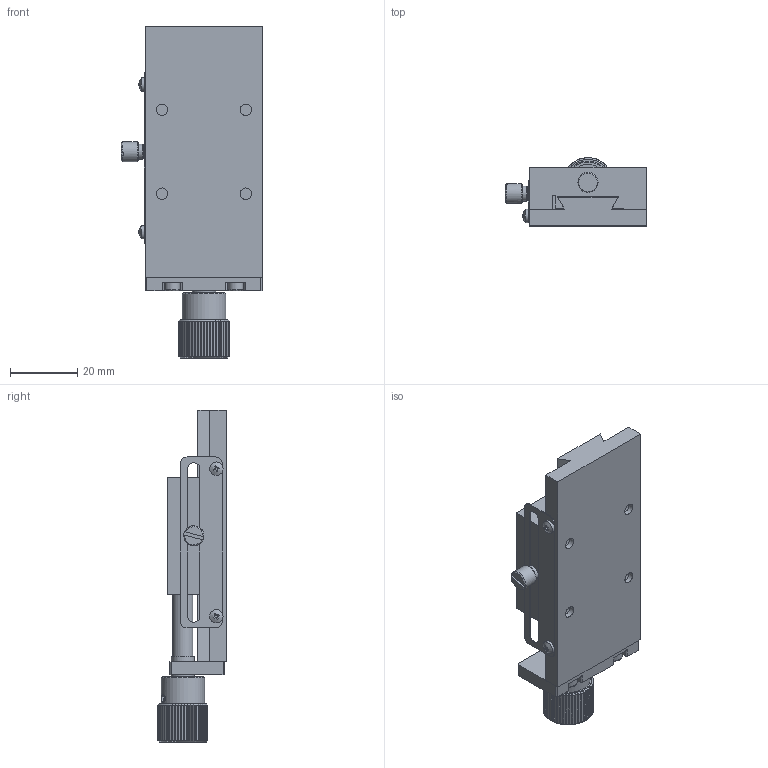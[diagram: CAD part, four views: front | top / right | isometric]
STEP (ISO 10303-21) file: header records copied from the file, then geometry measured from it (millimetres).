
FILE_DESCRIPTION (( 'STEP AP203' ), '1' );
FILE_NAME ('528749.STEP', '2024-10-14T09:55:11', ( 'Windows User' ), ( 'P R C' ), 'SwSTEP 2.0', 'SolidWorks 2020', '' );
FILE_SCHEMA (( 'CONFIG_CONTROL_DESIGN' ));
Length unit declared in the file: millimetre
Products named in the file (1): 528749
Bounding box: 42.14 x 20.5 x 99 mm (x, y, z)
Volume: 35395.5 mm3; surface area: 20972.8 mm2
Topology: 16 solids, 16 shells, 542 faces, 1239 edges, 747 vertices
Faces by surface type: plane 258, cylinder 144, cone 134, bspline 6
Full cylindrical faces by diameter (mm): 1.5 x2, 1.6 x8, 1.9 x1, 2 x3, 2.05 x6, 2.2 x2, 2.5 x8, 3 x5, 3.4 x4, 3.5 x1, 4 x11, 4.1 x1, 4.5 x3, 5 x1, 6 x7, 6.5 x1, 7 x4, 7.5 x2, 8.5 x1, 11 x1, 13 x1
Entity records: 16871 total; most frequent: CARTESIAN_POINT 5656, DIRECTION 2278, ORIENTED_EDGE 2166, EDGE_CURVE 1083, AXIS2_PLACEMENT_3D 932, EDGE_LOOP 701, VERTEX_POINT 698, FACE_OUTER_BOUND 604
